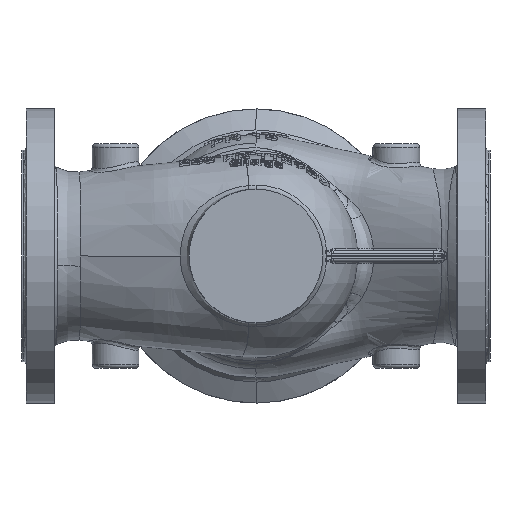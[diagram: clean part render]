
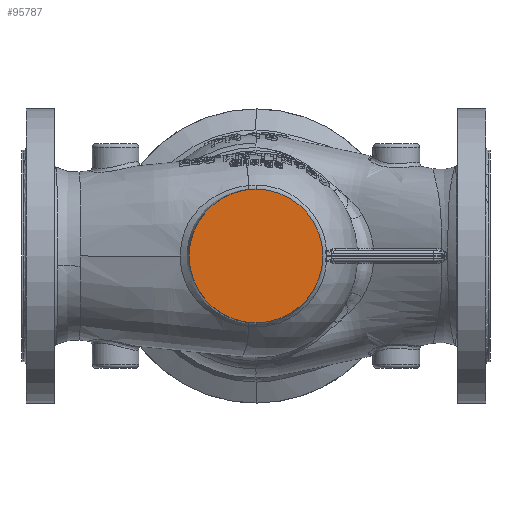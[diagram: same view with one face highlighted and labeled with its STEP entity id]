
A CAD part, front view. The second image highlights one B-rep face of the part: STEP entity #95787.
In plain terms, the highlighted planar face has unit normal (0, -1, 0).
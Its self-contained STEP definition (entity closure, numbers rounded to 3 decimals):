
#4698 = VERTEX_POINT ( 'NONE', #133358 ) ;
#22016 = EDGE_LOOP ( 'NONE', ( #54645, #25272 ) ) ;
#25272 = ORIENTED_EDGE ( 'NONE', *, *, #138290, .F. ) ;
#27160 = AXIS2_PLACEMENT_3D ( 'NONE', #153121, #43077, #171631 ) ;
#43077 = DIRECTION ( 'NONE',  ( 0., 1., 0. ) ) ;
#54645 = ORIENTED_EDGE ( 'NONE', *, *, #156286, .F. ) ;
#72152 = FACE_OUTER_BOUND ( 'NONE', #22016, .T. ) ;
#74696 = CARTESIAN_POINT ( 'NONE',  ( 0., -145., 0. ) ) ;
#81164 = CARTESIAN_POINT ( 'NONE',  ( -50., -145., 0. ) ) ;
#91186 = AXIS2_PLACEMENT_3D ( 'NONE', #81164, #99629, #228163 ) ;
#93142 = DIRECTION ( 'NONE',  ( 0., 0., 1. ) ) ;
#95787 = ADVANCED_FACE ( 'NONE', ( #72152 ), #191219, .T. ) ;
#99629 = DIRECTION ( 'NONE',  ( 0., -1., 0. ) ) ;
#133358 = CARTESIAN_POINT ( 'NONE',  ( 0., -145., 50. ) ) ;
#133646 = CIRCLE ( 'NONE', #226716, 50. ) ;
#138290 = EDGE_CURVE ( 'NONE', #4698, #195914, #133646, .T. ) ;
#151110 = CIRCLE ( 'NONE', #27160, 50. ) ;
#153121 = CARTESIAN_POINT ( 'NONE',  ( 0., -145., 0. ) ) ;
#156286 = EDGE_CURVE ( 'NONE', #195914, #4698, #151110, .T. ) ;
#162163 = CARTESIAN_POINT ( 'NONE',  ( 0., -145., -50. ) ) ;
#171631 = DIRECTION ( 'NONE',  ( 0., 0., 1. ) ) ;
#191219 = PLANE ( 'NONE',  #91186 ) ;
#195914 = VERTEX_POINT ( 'NONE', #162163 ) ;
#203207 = DIRECTION ( 'NONE',  ( 0., 1., 0. ) ) ;
#226716 = AXIS2_PLACEMENT_3D ( 'NONE', #74696, #203207, #93142 ) ;
#228163 = DIRECTION ( 'NONE',  ( 0., 0., -1. ) ) ;
